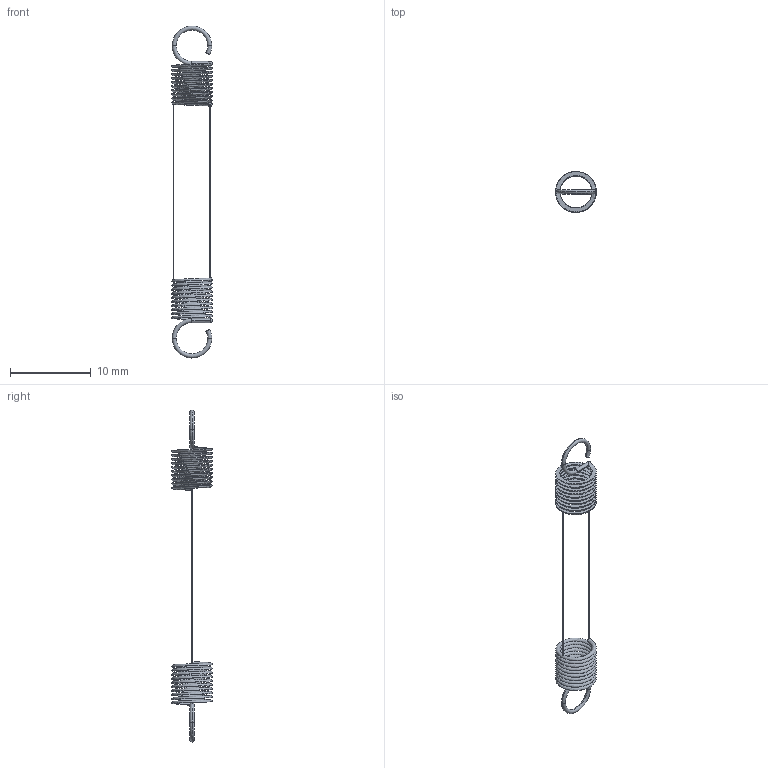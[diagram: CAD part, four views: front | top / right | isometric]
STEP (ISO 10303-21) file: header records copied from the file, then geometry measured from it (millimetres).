
FILE_DESCRIPTION(('STEP AP242'),'1');
FILE_NAME('spring_t_050_050_0400_i_0.stp','2025-07-04T04:35:57',('TraceParts'),('TraceParts S.A.'),'Spatial InterOp 3D',' ',' ');
FILE_SCHEMA(('AP242_MANAGED_MODEL_BASED_3D_ENGINEERING_MIM_LF {1 0 10303 442 1 1 4}'));
Length unit declared in the file: millimetre
Products named in the file (1): 1
Bounding box: 5 x 5 x 41.01 mm (x, y, z)
Volume: 60.9 mm3; surface area: 494.5 mm2
Topology: 1 solids, 1 shells, 38 faces, 119 edges, 75 vertices
Faces by surface type: torus 12, cylinder 8, plane 8, bspline 6, sphere 4
Entity records: 21015 total; most frequent: CARTESIAN_POINT 19980, ORIENTED_EDGE 230, DIRECTION 208, EDGE_CURVE 115, AXIS2_PLACEMENT_3D 99, VERTEX_POINT 75, CIRCLE 62, EDGE_LOOP 44
